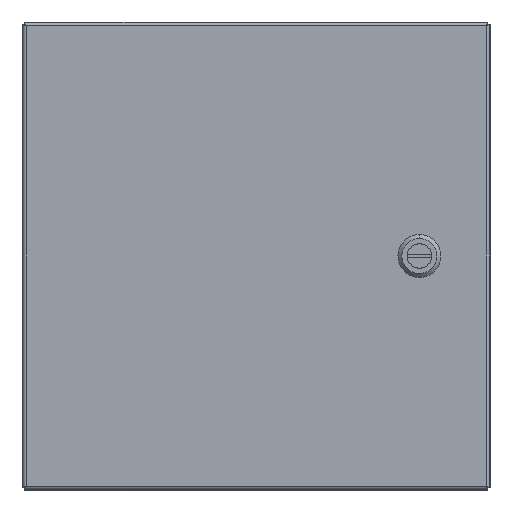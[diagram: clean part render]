
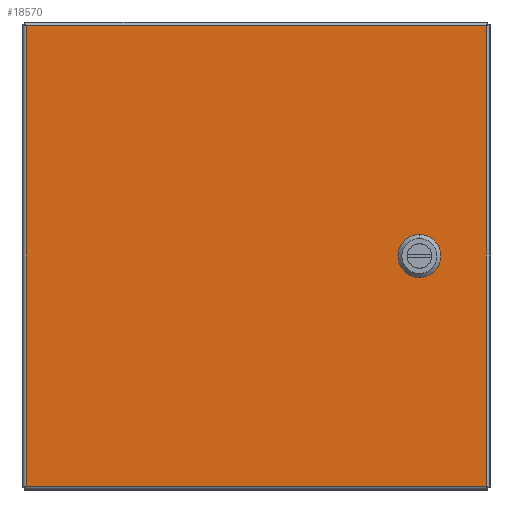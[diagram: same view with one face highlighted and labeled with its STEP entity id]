
A CAD part, front view. The second image highlights one B-rep face of the part: STEP entity #18570.
In plain terms, the highlighted planar face has unit normal (0, -1, 0).
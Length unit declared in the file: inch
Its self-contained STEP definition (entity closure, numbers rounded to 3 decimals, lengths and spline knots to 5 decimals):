
#490 = DIRECTION ( 'NONE',  ( 0.707, 0., -0.707 ) ) ;
#564 = EDGE_LOOP ( 'NONE', ( #6558, #1653, #20229, #6620 ) ) ;
#685 = DIRECTION ( 'NONE',  ( 1., 0., 0. ) ) ;
#784 = DIRECTION ( 'NONE',  ( 0., 0., -1. ) ) ;
#883 = DIRECTION ( 'NONE',  ( -0.707, 0., 0.707 ) ) ;
#1032 = EDGE_CURVE ( 'NONE', #1214, #3680, #4363, .T. ) ;
#1214 = VERTEX_POINT ( 'NONE', #11459 ) ;
#1342 = CARTESIAN_POINT ( 'NONE',  ( 4.5865, -6.822, -0.231 ) ) ;
#1346 = VECTOR ( 'NONE', #2693, 39.37008 ) ;
#1410 = EDGE_CURVE ( 'NONE', #15275, #1488, #4345, .T. ) ;
#1411 = AXIS2_PLACEMENT_3D ( 'NONE', #17545, #20896, #19655 ) ;
#1488 = VERTEX_POINT ( 'NONE', #12569 ) ;
#1510 = EDGE_CURVE ( 'NONE', #21544, #13462, #21131, .T. ) ;
#1653 = ORIENTED_EDGE ( 'NONE', *, *, #1032, .T. ) ;
#1657 = VERTEX_POINT ( 'NONE', #6215 ) ;
#1889 = CARTESIAN_POINT ( 'NONE',  ( 4.422, -6.822, -0.3955 ) ) ;
#2023 = DIRECTION ( 'NONE',  ( 0., 0., 1. ) ) ;
#2333 = FACE_BOUND ( 'NONE', #17420, .T. ) ;
#2495 = CARTESIAN_POINT ( 'NONE',  ( 4.422, -6.822, 0.3955 ) ) ;
#2666 = CARTESIAN_POINT ( 'NONE',  ( 4.422, -6.822, 0.3955 ) ) ;
#2693 = DIRECTION ( 'NONE',  ( -1., 0., 0. ) ) ;
#3001 = VECTOR ( 'NONE', #6345, 39.37008 ) ;
#3605 = EDGE_CURVE ( 'NONE', #19050, #21544, #15636, .T. ) ;
#3680 = VERTEX_POINT ( 'NONE', #7612 ) ;
#4100 = FACE_OUTER_BOUND ( 'NONE', #564, .T. ) ;
#4345 = LINE ( 'NONE', #2666, #20962 ) ;
#4363 = LINE ( 'NONE', #7582, #1346 ) ;
#4920 = CARTESIAN_POINT ( 'NONE',  ( 3.7955, -6.822, -0.231 ) ) ;
#5015 = EDGE_CURVE ( 'NONE', #1488, #20278, #12382, .T. ) ;
#5234 = ORIENTED_EDGE ( 'NONE', *, *, #3605, .T. ) ;
#5560 = VERTEX_POINT ( 'NONE', #7136 ) ;
#5673 = EDGE_CURVE ( 'NONE', #11297, #15275, #9989, .T. ) ;
#6009 = VECTOR ( 'NONE', #12284, 39.37008 ) ;
#6215 = CARTESIAN_POINT ( 'NONE',  ( -5.896, -6.822, -5.8985 ) ) ;
#6345 = DIRECTION ( 'NONE',  ( -0.707, 0., -0.707 ) ) ;
#6379 = LINE ( 'NONE', #21175, #7744 ) ;
#6424 = ORIENTED_EDGE ( 'NONE', *, *, #5673, .T. ) ;
#6483 = DIRECTION ( 'NONE',  ( 1., 0., 0. ) ) ;
#6558 = ORIENTED_EDGE ( 'NONE', *, *, #14748, .T. ) ;
#6620 = ORIENTED_EDGE ( 'NONE', *, *, #10964, .T. ) ;
#7136 = CARTESIAN_POINT ( 'NONE',  ( 4.5865, -6.822, -0.231 ) ) ;
#7582 = CARTESIAN_POINT ( 'NONE',  ( -5.896, -6.822, 5.8985 ) ) ;
#7612 = CARTESIAN_POINT ( 'NONE',  ( -5.896, -6.822, 5.8985 ) ) ;
#7744 = VECTOR ( 'NONE', #19840, 39.37008 ) ;
#7874 = VERTEX_POINT ( 'NONE', #10802 ) ;
#8463 = CARTESIAN_POINT ( 'NONE',  ( 4.5865, -6.822, -0.231 ) ) ;
#8544 = CARTESIAN_POINT ( 'NONE',  ( 3.96, -6.822, 0.3955 ) ) ;
#9989 = LINE ( 'NONE', #8544, #15659 ) ;
#10802 = CARTESIAN_POINT ( 'NONE',  ( 5.901, -6.822, -5.8985 ) ) ;
#10964 = EDGE_CURVE ( 'NONE', #1657, #7874, #11705, .T. ) ;
#11297 = VERTEX_POINT ( 'NONE', #15011 ) ;
#11302 = ORIENTED_EDGE ( 'NONE', *, *, #12671, .T. ) ;
#11459 = CARTESIAN_POINT ( 'NONE',  ( 5.901, -6.822, 5.8985 ) ) ;
#11705 = LINE ( 'NONE', #13258, #14128 ) ;
#12132 = LINE ( 'NONE', #17024, #13814 ) ;
#12215 = CARTESIAN_POINT ( 'NONE',  ( 4.5865, -6.822, 0.231 ) ) ;
#12284 = DIRECTION ( 'NONE',  ( -1., 0., 0. ) ) ;
#12382 = LINE ( 'NONE', #2495, #18831 ) ;
#12569 = CARTESIAN_POINT ( 'NONE',  ( 4.422, -6.822, 0.3955 ) ) ;
#12671 = EDGE_CURVE ( 'NONE', #13462, #11297, #12132, .T. ) ;
#12701 = EDGE_CURVE ( 'NONE', #20278, #5560, #16901, .T. ) ;
#12915 = VECTOR ( 'NONE', #784, 39.37008 ) ;
#13258 = CARTESIAN_POINT ( 'NONE',  ( -5.896, -6.822, -5.8985 ) ) ;
#13273 = ORIENTED_EDGE ( 'NONE', *, *, #5015, .T. ) ;
#13462 = VERTEX_POINT ( 'NONE', #4920 ) ;
#13814 = VECTOR ( 'NONE', #2023, 39.37008 ) ;
#13990 = ORIENTED_EDGE ( 'NONE', *, *, #12701, .T. ) ;
#14128 = VECTOR ( 'NONE', #6483, 39.37008 ) ;
#14423 = PLANE ( 'NONE',  #1411 ) ;
#14748 = EDGE_CURVE ( 'NONE', #7874, #1214, #6379, .T. ) ;
#15011 = CARTESIAN_POINT ( 'NONE',  ( 3.7955, -6.822, 0.231 ) ) ;
#15109 = LINE ( 'NONE', #1342, #3001 ) ;
#15252 = DIRECTION ( 'NONE',  ( 0., 0., -1. ) ) ;
#15275 = VERTEX_POINT ( 'NONE', #20084 ) ;
#15636 = LINE ( 'NONE', #17417, #6009 ) ;
#15659 = VECTOR ( 'NONE', #17107, 39.37008 ) ;
#16013 = CARTESIAN_POINT ( 'NONE',  ( -5.896, -6.822, -5.8985 ) ) ;
#16494 = ORIENTED_EDGE ( 'NONE', *, *, #1510, .T. ) ;
#16901 = LINE ( 'NONE', #8463, #18787 ) ;
#17024 = CARTESIAN_POINT ( 'NONE',  ( 3.7955, -6.822, 0.231 ) ) ;
#17107 = DIRECTION ( 'NONE',  ( 0.707, 0., 0.707 ) ) ;
#17417 = CARTESIAN_POINT ( 'NONE',  ( 3.96, -6.822, -0.3955 ) ) ;
#17420 = EDGE_LOOP ( 'NONE', ( #11302, #6424, #21103, #13273, #13990, #21388, #5234, #16494 ) ) ;
#17545 = CARTESIAN_POINT ( 'NONE',  ( -5.896, -6.822, -5.8985 ) ) ;
#17557 = LINE ( 'NONE', #16013, #12915 ) ;
#17765 = VECTOR ( 'NONE', #883, 39.37008 ) ;
#17796 = CARTESIAN_POINT ( 'NONE',  ( 3.7955, -6.822, -0.231 ) ) ;
#18570 = ADVANCED_FACE ( 'NONE', ( #4100, #2333 ), #14423, .T. ) ;
#18787 = VECTOR ( 'NONE', #15252, 39.37008 ) ;
#18831 = VECTOR ( 'NONE', #490, 39.37008 ) ;
#19050 = VERTEX_POINT ( 'NONE', #1889 ) ;
#19655 = DIRECTION ( 'NONE',  ( 0., 0., -1. ) ) ;
#19748 = CARTESIAN_POINT ( 'NONE',  ( 3.96, -6.822, -0.3955 ) ) ;
#19840 = DIRECTION ( 'NONE',  ( 0., 0., 1. ) ) ;
#20084 = CARTESIAN_POINT ( 'NONE',  ( 3.96, -6.822, 0.3955 ) ) ;
#20229 = ORIENTED_EDGE ( 'NONE', *, *, #20344, .T. ) ;
#20278 = VERTEX_POINT ( 'NONE', #12215 ) ;
#20344 = EDGE_CURVE ( 'NONE', #3680, #1657, #17557, .T. ) ;
#20896 = DIRECTION ( 'NONE',  ( 0., -1., 0. ) ) ;
#20962 = VECTOR ( 'NONE', #685, 39.37008 ) ;
#21103 = ORIENTED_EDGE ( 'NONE', *, *, #1410, .T. ) ;
#21131 = LINE ( 'NONE', #17796, #17765 ) ;
#21175 = CARTESIAN_POINT ( 'NONE',  ( 5.901, -6.822, -5.8985 ) ) ;
#21388 = ORIENTED_EDGE ( 'NONE', *, *, #21417, .T. ) ;
#21417 = EDGE_CURVE ( 'NONE', #5560, #19050, #15109, .T. ) ;
#21544 = VERTEX_POINT ( 'NONE', #19748 ) ;
